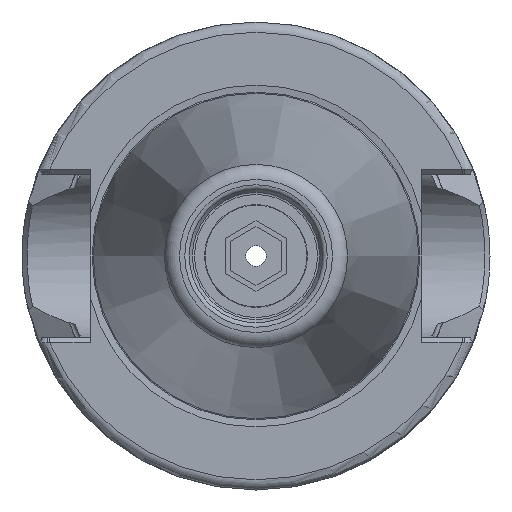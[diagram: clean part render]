
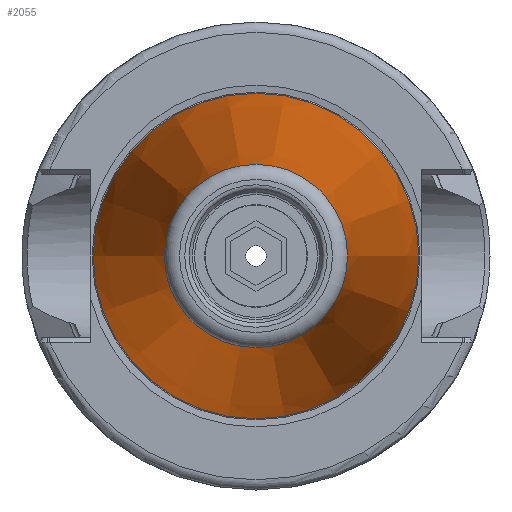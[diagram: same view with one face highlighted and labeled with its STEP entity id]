
A CAD part, left-side view. The second image highlights one B-rep face of the part: STEP entity #2055.
In plain terms, the highlighted conical face has half-angle 8.297 degrees and reference radius 12.502 mm.
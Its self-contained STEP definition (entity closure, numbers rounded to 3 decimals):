
#95=CONICAL_SURFACE('',#2287,12.502,0.145);
#185=LINE('',#4121,#300);
#300=VECTOR('',#2788,12.502);
#465=FACE_OUTER_BOUND('',#586,.T.);
#586=EDGE_LOOP('',(#1760,#1761,#1762,#1763,#1764,#1765,#1766));
#727=CIRCLE('',#2283,9.004);
#728=CIRCLE('',#2284,9.004);
#729=CIRCLE('',#2285,9.004);
#731=CIRCLE('',#2288,15.999);
#732=CIRCLE('',#2289,15.999);
#925=VERTEX_POINT('',#4109);
#926=VERTEX_POINT('',#4110);
#927=VERTEX_POINT('',#4112);
#928=VERTEX_POINT('',#4117);
#929=VERTEX_POINT('',#4118);
#1214=EDGE_CURVE('',#925,#926,#727,.T.);
#1215=EDGE_CURVE('',#927,#925,#728,.T.);
#1216=EDGE_CURVE('',#926,#927,#729,.T.);
#1218=EDGE_CURVE('',#928,#929,#731,.T.);
#1219=EDGE_CURVE('',#929,#928,#732,.T.);
#1220=EDGE_CURVE('',#929,#927,#185,.T.);
#1760=ORIENTED_EDGE('',*,*,#1218,.F.);
#1761=ORIENTED_EDGE('',*,*,#1219,.F.);
#1762=ORIENTED_EDGE('',*,*,#1220,.T.);
#1763=ORIENTED_EDGE('',*,*,#1215,.T.);
#1764=ORIENTED_EDGE('',*,*,#1214,.T.);
#1765=ORIENTED_EDGE('',*,*,#1216,.T.);
#1766=ORIENTED_EDGE('',*,*,#1220,.F.);
#2055=ADVANCED_FACE('',(#465),#95,.T.);
#2283=AXIS2_PLACEMENT_3D('',#4111,#2774,#2775);
#2284=AXIS2_PLACEMENT_3D('',#4113,#2776,#2777);
#2285=AXIS2_PLACEMENT_3D('',#4114,#2778,#2779);
#2287=AXIS2_PLACEMENT_3D('',#4116,#2782,#2783);
#2288=AXIS2_PLACEMENT_3D('',#4119,#2784,#2785);
#2289=AXIS2_PLACEMENT_3D('',#4120,#2786,#2787);
#2774=DIRECTION('center_axis',(1.,0.,0.));
#2775=DIRECTION('ref_axis',(0.,0.,-1.));
#2776=DIRECTION('center_axis',(1.,0.,0.));
#2777=DIRECTION('ref_axis',(0.,0.,-1.));
#2778=DIRECTION('center_axis',(1.,0.,0.));
#2779=DIRECTION('ref_axis',(0.,0.,-1.));
#2782=DIRECTION('center_axis',(1.,0.,0.));
#2783=DIRECTION('ref_axis',(0.,1.,0.));
#2784=DIRECTION('center_axis',(1.,0.,0.));
#2785=DIRECTION('ref_axis',(0.,0.,-1.));
#2786=DIRECTION('center_axis',(1.,0.,0.));
#2787=DIRECTION('ref_axis',(0.,0.,-1.));
#2788=DIRECTION('',(-0.99,0.144,0.));
#4109=CARTESIAN_POINT('',(-47.116,9.004,0.));
#4110=CARTESIAN_POINT('',(-47.116,0.,9.004));
#4111=CARTESIAN_POINT('Origin',(-47.116,0.,
0.));
#4112=CARTESIAN_POINT('',(-47.116,-9.004,0.));
#4113=CARTESIAN_POINT('Origin',(-47.116,0.,
0.));
#4114=CARTESIAN_POINT('Origin',(-47.116,0.,
0.));
#4116=CARTESIAN_POINT('Origin',(-23.132,0.,
0.));
#4117=CARTESIAN_POINT('',(0.852,15.999,0.));
#4118=CARTESIAN_POINT('',(0.852,-15.999,0.));
#4119=CARTESIAN_POINT('Origin',(0.852,0.,
0.));
#4120=CARTESIAN_POINT('Origin',(0.852,0.,
0.));
#4121=CARTESIAN_POINT('',(-23.132,-12.502,0.));
